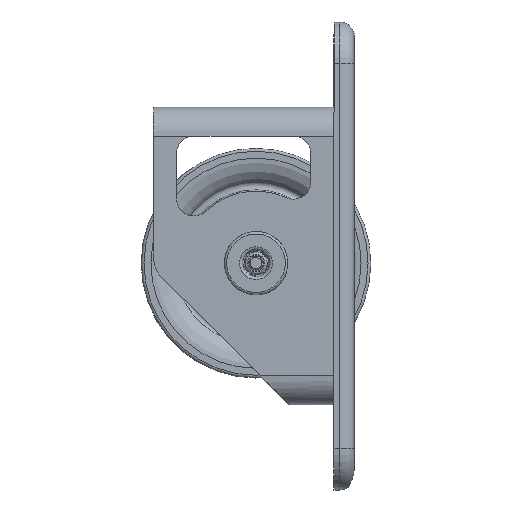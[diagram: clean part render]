
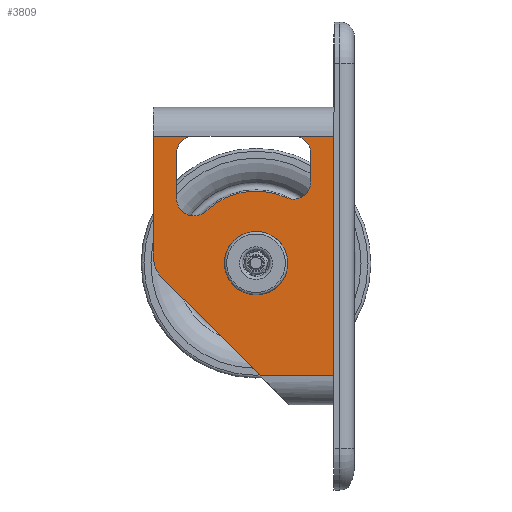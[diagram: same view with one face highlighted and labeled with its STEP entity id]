
A CAD part, left-side view. The second image highlights one B-rep face of the part: STEP entity #3809.
In plain terms, the highlighted planar face has unit normal (-1, 0, 0).
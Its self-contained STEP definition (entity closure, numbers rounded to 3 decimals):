
#239=LINE('',#6451,#467);
#256=LINE('',#6508,#484);
#259=LINE('',#6521,#487);
#260=LINE('',#6523,#488);
#261=LINE('',#6527,#489);
#262=LINE('',#6529,#490);
#263=LINE('',#6531,#491);
#264=LINE('',#6532,#492);
#467=VECTOR('',#5099,10.);
#484=VECTOR('',#5160,10.);
#487=VECTOR('',#5177,10.);
#488=VECTOR('',#5178,10.);
#489=VECTOR('',#5181,10.);
#490=VECTOR('',#5182,10.);
#491=VECTOR('',#5183,10.);
#492=VECTOR('',#5184,10.);
#632=FACE_BOUND('',#1117,.T.);
#706=PLANE('',#4226);
#867=FACE_OUTER_BOUND('',#1116,.T.);
#1116=EDGE_LOOP('',(#3097,#3098,#3099,#3100,#3101,#3102,#3103,#3104,#3105,
#3106,#3107,#3108,#3109,#3110));
#1117=EDGE_LOOP('',(#3111,#3112,#3113,#3114));
#1336=CIRCLE('',#4067,10.9);
#1407=CIRCLE('',#4195,6.);
#1413=CIRCLE('',#4206,6.);
#1419=CIRCLE('',#4218,6.);
#1421=CIRCLE('',#4222,6.);
#1423=CIRCLE('',#4225,25.);
#1424=CIRCLE('',#4227,10.);
#1425=CIRCLE('',#4228,3.1);
#1426=CIRCLE('',#4229,11.);
#1427=CIRCLE('',#4230,3.1);
#1647=VERTEX_POINT('',#6103);
#1648=VERTEX_POINT('',#6105);
#1740=VERTEX_POINT('',#6436);
#1741=VERTEX_POINT('',#6438);
#1745=VERTEX_POINT('',#6450);
#1751=VERTEX_POINT('',#6468);
#1757=VERTEX_POINT('',#6486);
#1761=VERTEX_POINT('',#6501);
#1763=VERTEX_POINT('',#6507);
#1765=VERTEX_POINT('',#6513);
#1766=VERTEX_POINT('',#6520);
#1767=VERTEX_POINT('',#6522);
#1768=VERTEX_POINT('',#6524);
#1769=VERTEX_POINT('',#6526);
#1770=VERTEX_POINT('',#6528);
#1771=VERTEX_POINT('',#6530);
#1772=VERTEX_POINT('',#6533);
#1773=VERTEX_POINT('',#6535);
#2055=EDGE_CURVE('',#1648,#1647,#1336,.T.);
#2200=EDGE_CURVE('',#1741,#1740,#1407,.T.);
#2206=EDGE_CURVE('',#1745,#1741,#239,.T.);
#2215=EDGE_CURVE('',#1751,#1745,#1413,.T.);
#2232=EDGE_CURVE('',#1761,#1757,#1419,.T.);
#2235=EDGE_CURVE('',#1763,#1761,#256,.T.);
#2238=EDGE_CURVE('',#1765,#1763,#1421,.T.);
#2241=EDGE_CURVE('',#1740,#1765,#1423,.T.);
#2242=EDGE_CURVE('',#1757,#1766,#259,.T.);
#2243=EDGE_CURVE('',#1766,#1767,#260,.T.);
#2244=EDGE_CURVE('',#1767,#1768,#1424,.T.);
#2245=EDGE_CURVE('',#1768,#1769,#261,.T.);
#2246=EDGE_CURVE('',#1770,#1769,#262,.T.);
#2247=EDGE_CURVE('',#1771,#1770,#263,.T.);
#2248=EDGE_CURVE('',#1771,#1751,#264,.T.);
#2249=EDGE_CURVE('',#1647,#1772,#1425,.T.);
#2250=EDGE_CURVE('',#1772,#1773,#1426,.T.);
#2251=EDGE_CURVE('',#1773,#1648,#1427,.T.);
#3097=ORIENTED_EDGE('',*,*,#2215,.T.);
#3098=ORIENTED_EDGE('',*,*,#2206,.T.);
#3099=ORIENTED_EDGE('',*,*,#2200,.T.);
#3100=ORIENTED_EDGE('',*,*,#2241,.T.);
#3101=ORIENTED_EDGE('',*,*,#2238,.T.);
#3102=ORIENTED_EDGE('',*,*,#2235,.T.);
#3103=ORIENTED_EDGE('',*,*,#2232,.T.);
#3104=ORIENTED_EDGE('',*,*,#2242,.T.);
#3105=ORIENTED_EDGE('',*,*,#2243,.T.);
#3106=ORIENTED_EDGE('',*,*,#2244,.T.);
#3107=ORIENTED_EDGE('',*,*,#2245,.T.);
#3108=ORIENTED_EDGE('',*,*,#2246,.F.);
#3109=ORIENTED_EDGE('',*,*,#2247,.F.);
#3110=ORIENTED_EDGE('',*,*,#2248,.T.);
#3111=ORIENTED_EDGE('',*,*,#2055,.T.);
#3112=ORIENTED_EDGE('',*,*,#2249,.T.);
#3113=ORIENTED_EDGE('',*,*,#2250,.T.);
#3114=ORIENTED_EDGE('',*,*,#2251,.T.);
#3809=ADVANCED_FACE('',(#867,#632),#706,.T.);
#4067=AXIS2_PLACEMENT_3D('',#6106,#4772,#4773);
#4195=AXIS2_PLACEMENT_3D('',#6439,#5088,#5089);
#4206=AXIS2_PLACEMENT_3D('',#6469,#5119,#5120);
#4218=AXIS2_PLACEMENT_3D('',#6502,#5154,#5155);
#4222=AXIS2_PLACEMENT_3D('',#6514,#5166,#5167);
#4225=AXIS2_PLACEMENT_3D('',#6518,#5173,#5174);
#4226=AXIS2_PLACEMENT_3D('',#6519,#5175,#5176);
#4227=AXIS2_PLACEMENT_3D('',#6525,#5179,#5180);
#4228=AXIS2_PLACEMENT_3D('',#6534,#5185,#5186);
#4229=AXIS2_PLACEMENT_3D('',#6536,#5187,#5188);
#4230=AXIS2_PLACEMENT_3D('',#6537,#5189,#5190);
#4772=DIRECTION('center_axis',(1.,0.,0.));
#4773=DIRECTION('ref_axis',(0.,0.707,0.707));
#5088=DIRECTION('center_axis',(1.,0.,0.));
#5089=DIRECTION('ref_axis',(0.,-0.419,0.908));
#5099=DIRECTION('',(0.,0.,-1.));
#5119=DIRECTION('center_axis',(1.,0.,0.));
#5120=DIRECTION('ref_axis',(0.,1.,0.));
#5154=DIRECTION('center_axis',(1.,0.,0.));
#5155=DIRECTION('ref_axis',(0.,0.,-1.));
#5160=DIRECTION('',(0.,0.,1.));
#5166=DIRECTION('center_axis',(1.,0.,0.));
#5167=DIRECTION('ref_axis',(0.,-1.,0.));
#5173=DIRECTION('center_axis',(-1.,0.,0.));
#5174=DIRECTION('ref_axis',(0.,-0.419,0.908));
#5175=DIRECTION('center_axis',(-1.,0.,0.));
#5176=DIRECTION('ref_axis',(0.,0.,-1.));
#5177=DIRECTION('',(0.,1.,0.));
#5178=DIRECTION('',(0.,0.,-1.));
#5179=DIRECTION('center_axis',(-1.,0.,0.));
#5180=DIRECTION('ref_axis',(0.,1.,0.));
#5181=DIRECTION('',(0.,-0.707,-0.707));
#5182=DIRECTION('',(0.,1.,0.));
#5183=DIRECTION('',(0.,0.,-1.));
#5184=DIRECTION('',(0.,1.,0.));
#5185=DIRECTION('center_axis',(1.,0.,0.));
#5186=DIRECTION('ref_axis',(0.,-0.993,-0.116));
#5187=DIRECTION('center_axis',(1.,0.,0.));
#5188=DIRECTION('ref_axis',(0.,0.116,0.993));
#5189=DIRECTION('center_axis',(1.,0.,0.));
#5190=DIRECTION('ref_axis',(0.,-0.707,0.707));
#6103=CARTESIAN_POINT('',(-13.5,44.894,0.35));
#6105=CARTESIAN_POINT('',(-13.5,33.65,-10.894));
#6106=CARTESIAN_POINT('Origin',(-13.5,34.,0.));
#6436=CARTESIAN_POINT('',(-13.5,23.516,22.696));
#6438=CARTESIAN_POINT('',(-13.5,15.,28.142));
#6439=CARTESIAN_POINT('Origin',(-13.5,21.,28.142));
#6450=CARTESIAN_POINT('',(-13.5,15.,38.));
#6451=CARTESIAN_POINT('',(-13.5,15.,36.071));
#6468=CARTESIAN_POINT('',(-13.5,21.,44.));
#6469=CARTESIAN_POINT('Origin',(-13.5,21.,38.));
#6486=CARTESIAN_POINT('',(-13.5,55.5,44.));
#6501=CARTESIAN_POINT('',(-13.5,61.5,38.));
#6502=CARTESIAN_POINT('Origin',(-13.5,55.5,38.));
#6507=CARTESIAN_POINT('',(-13.5,61.5,22.333));
#6508=CARTESIAN_POINT('',(-13.5,61.5,41.));
#6513=CARTESIAN_POINT('',(-13.5,51.339,18.01));
#6514=CARTESIAN_POINT('Origin',(-13.5,55.5,22.333));
#6518=CARTESIAN_POINT('Origin',(-13.5,34.,0.));
#6519=CARTESIAN_POINT('Origin',(-13.5,7.,44.));
#6520=CARTESIAN_POINT('',(-13.5,69.5,44.));
#6521=CARTESIAN_POINT('',(-13.5,7.,44.));
#6522=CARTESIAN_POINT('',(-13.5,69.5,2.142));
#6523=CARTESIAN_POINT('',(-13.5,69.5,44.));
#6524=CARTESIAN_POINT('',(-13.5,66.571,-4.929));
#6525=CARTESIAN_POINT('Origin',(-13.5,59.5,2.142));
#6526=CARTESIAN_POINT('',(-13.5,32.5,-39.));
#6527=CARTESIAN_POINT('',(-13.5,63.911,-7.589));
#6528=CARTESIAN_POINT('',(-13.5,7.,-39.));
#6529=CARTESIAN_POINT('',(-13.5,7.,-39.));
#6530=CARTESIAN_POINT('',(-13.5,7.,44.));
#6531=CARTESIAN_POINT('',(-13.5,7.,44.));
#6532=CARTESIAN_POINT('',(-13.5,7.,44.));
#6533=CARTESIAN_POINT('',(-13.5,44.926,1.277));
#6534=CARTESIAN_POINT('Origin',(-13.5,41.847,0.917));
#6535=CARTESIAN_POINT('',(-13.5,32.723,-10.926));
#6536=CARTESIAN_POINT('Origin',(-13.5,34.,0.));
#6537=CARTESIAN_POINT('Origin',(-13.5,33.083,-7.847));
